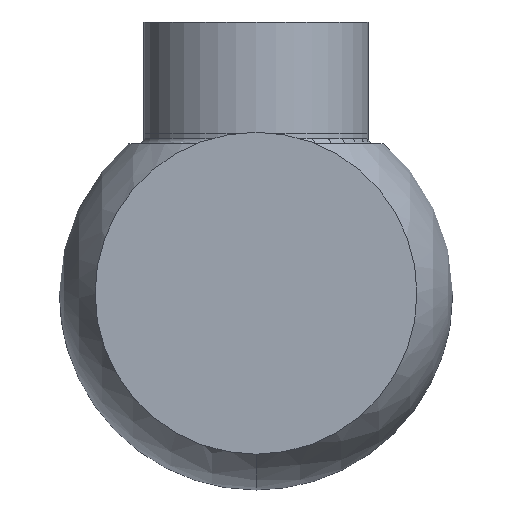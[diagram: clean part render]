
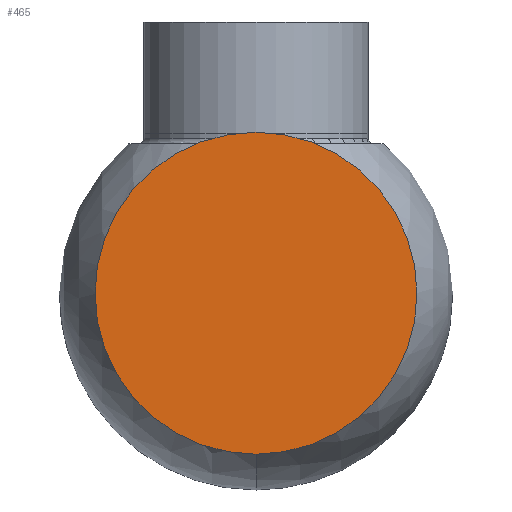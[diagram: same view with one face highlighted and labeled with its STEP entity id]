
A CAD part, front view. The second image highlights one B-rep face of the part: STEP entity #465.
In plain terms, the highlighted planar face has unit normal (0, -1, 0).
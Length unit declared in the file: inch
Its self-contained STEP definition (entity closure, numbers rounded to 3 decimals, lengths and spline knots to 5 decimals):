
#17 = CIRCLE ( 'NONE', #120, 1.7895 ) ;
#34 = AXIS2_PLACEMENT_3D ( 'NONE', #457, #50, #524 ) ;
#50 = DIRECTION ( 'NONE',  ( 0., 1., 0. ) ) ;
#120 = AXIS2_PLACEMENT_3D ( 'NONE', #796, #358, #858 ) ;
#138 = CIRCLE ( 'NONE', #34, 1.7895 ) ;
#145 = ORIENTED_EDGE ( 'NONE', *, *, #824, .F. ) ;
#155 = CARTESIAN_POINT ( 'NONE',  ( 0., -1.815, 1.7895 ) ) ;
#184 = PLANE ( 'NONE',  #474 ) ;
#340 = EDGE_LOOP ( 'NONE', ( #145, #758 ) ) ;
#358 = DIRECTION ( 'NONE',  ( 0., 1., 0. ) ) ;
#429 = DIRECTION ( 'NONE',  ( 0., 0., 1. ) ) ;
#457 = CARTESIAN_POINT ( 'NONE',  ( 0., -1.815, 0. ) ) ;
#465 = ADVANCED_FACE ( 'NONE', ( #677 ), #184, .F. ) ;
#474 = AXIS2_PLACEMENT_3D ( 'NONE', #717, #863, #429 ) ;
#486 = VERTEX_POINT ( 'NONE', #155 ) ;
#524 = DIRECTION ( 'NONE',  ( 0., 0., 1. ) ) ;
#602 = CARTESIAN_POINT ( 'NONE',  ( 0., -1.815, -1.7895 ) ) ;
#677 = FACE_OUTER_BOUND ( 'NONE', #340, .T. ) ;
#717 = CARTESIAN_POINT ( 'NONE',  ( 0., -1.815, -1.7895 ) ) ;
#758 = ORIENTED_EDGE ( 'NONE', *, *, #837, .F. ) ;
#796 = CARTESIAN_POINT ( 'NONE',  ( 0., -1.815, 0. ) ) ;
#824 = EDGE_CURVE ( 'NONE', #486, #829, #138, .T. ) ;
#829 = VERTEX_POINT ( 'NONE', #602 ) ;
#837 = EDGE_CURVE ( 'NONE', #829, #486, #17, .T. ) ;
#858 = DIRECTION ( 'NONE',  ( 0., 0., 1. ) ) ;
#863 = DIRECTION ( 'NONE',  ( 0., 1., 0. ) ) ;
